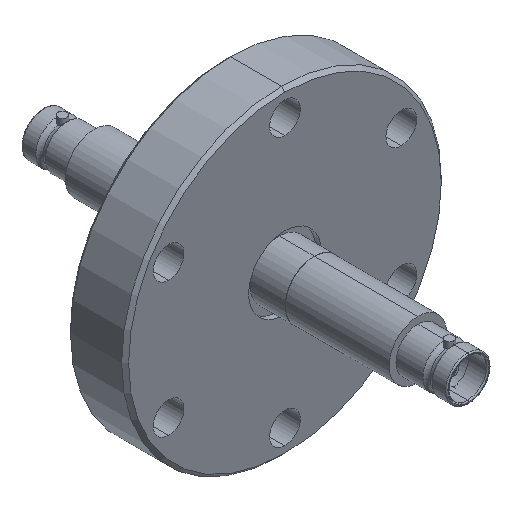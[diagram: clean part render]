
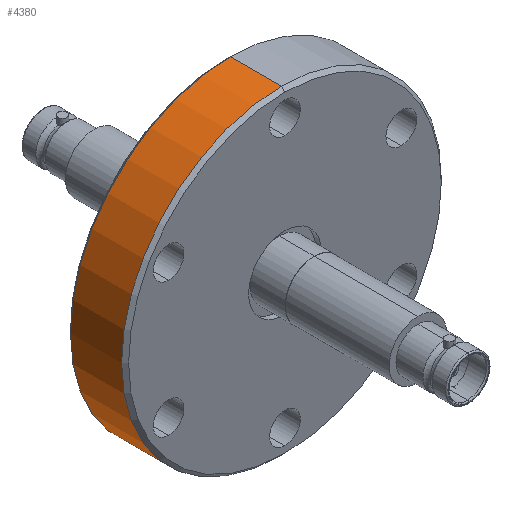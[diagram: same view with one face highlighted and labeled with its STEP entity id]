
A CAD part, isometric view. The second image highlights one B-rep face of the part: STEP entity #4380.
In plain terms, the highlighted cylindrical face has radius 34.925 mm (diameter 69.85 mm), a partial arc.
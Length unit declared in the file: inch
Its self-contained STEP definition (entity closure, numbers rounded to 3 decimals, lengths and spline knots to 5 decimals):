
#288 = CARTESIAN_POINT ( 'NONE',  ( 0., -1.14312, 1.375 ) ) ;
#375 = CARTESIAN_POINT ( 'NONE',  ( 0., -0.70312, 0. ) ) ;
#376 = DIRECTION ( 'NONE',  ( 0., 1., 0. ) ) ;
#377 = DIRECTION ( 'NONE',  ( 0., 0., 1. ) ) ;
#403 = CARTESIAN_POINT ( 'NONE',  ( 0., -1.14312, 0. ) ) ;
#404 = DIRECTION ( 'NONE',  ( 0., 1., 0. ) ) ;
#405 = DIRECTION ( 'NONE',  ( 0., 0., 1. ) ) ;
#766 = ORIENTED_EDGE ( 'NONE', *, *, #3456, .F. ) ;
#1313 = AXIS2_PLACEMENT_3D ( 'NONE', #7724, #7716, #7727 ) ;
#1705 = ORIENTED_EDGE ( 'NONE', *, *, #3549, .T. ) ;
#2278 = ORIENTED_EDGE ( 'NONE', *, *, #3444, .F. ) ;
#2552 = ORIENTED_EDGE ( 'NONE', *, *, #3466, .T. ) ;
#2733 = VERTEX_POINT ( 'NONE', #288 ) ;
#2791 = VERTEX_POINT ( 'NONE', #10533 ) ;
#2797 = VERTEX_POINT ( 'NONE', #10539 ) ;
#2849 = VERTEX_POINT ( 'NONE', #10591 ) ;
#3112 = EDGE_LOOP ( 'NONE', ( #2278, #2552, #1705, #766 ) ) ;
#3444 = EDGE_CURVE ( 'NONE', #2849, #2791, #10468, .T. ) ;
#3456 = EDGE_CURVE ( 'NONE', #2791, #2797, #9318, .T. ) ;
#3466 = EDGE_CURVE ( 'NONE', #2849, #2733, #9333, .T. ) ;
#3549 = EDGE_CURVE ( 'NONE', #2733, #2797, #4894, .T. ) ;
#4380 = ADVANCED_FACE ( 'NONE', ( #7723 ), #7726, .T. ) ;
#4892 = CARTESIAN_POINT ( 'NONE',  ( 0., 0., 1.375 ) ) ;
#4894 = LINE ( 'NONE', #4892, #6348 ) ;
#4898 = DIRECTION ( 'NONE',  ( 0., 1., 0. ) ) ;
#6348 = VECTOR ( 'NONE', #4898, 39.37008 ) ;
#7716 = DIRECTION ( 'NONE',  ( 0., 1., 0. ) ) ;
#7723 = FACE_OUTER_BOUND ( 'NONE', #3112, .T. ) ;
#7724 = CARTESIAN_POINT ( 'NONE',  ( 0., 0., 0. ) ) ;
#7726 = CYLINDRICAL_SURFACE ( 'NONE', #1313, 1.375 ) ;
#7727 = DIRECTION ( 'NONE',  ( 0., 0., 1. ) ) ;
#9318 = CIRCLE ( 'NONE', #9321, 1.375 ) ;
#9321 = AXIS2_PLACEMENT_3D ( 'NONE', #375, #376, #377 ) ;
#9333 = CIRCLE ( 'NONE', #9335, 1.375 ) ;
#9335 = AXIS2_PLACEMENT_3D ( 'NONE', #403, #404, #405 ) ;
#10366 = VECTOR ( 'NONE', #10474, 39.37008 ) ;
#10463 = CARTESIAN_POINT ( 'NONE',  ( 0., 0., -1.375 ) ) ;
#10468 = LINE ( 'NONE', #10463, #10366 ) ;
#10474 = DIRECTION ( 'NONE',  ( 0., 1., 0. ) ) ;
#10533 = CARTESIAN_POINT ( 'NONE',  ( 0., -0.70312, -1.375 ) ) ;
#10539 = CARTESIAN_POINT ( 'NONE',  ( 0., -0.70312, 1.375 ) ) ;
#10591 = CARTESIAN_POINT ( 'NONE',  ( 0., -1.14312, -1.375 ) ) ;
